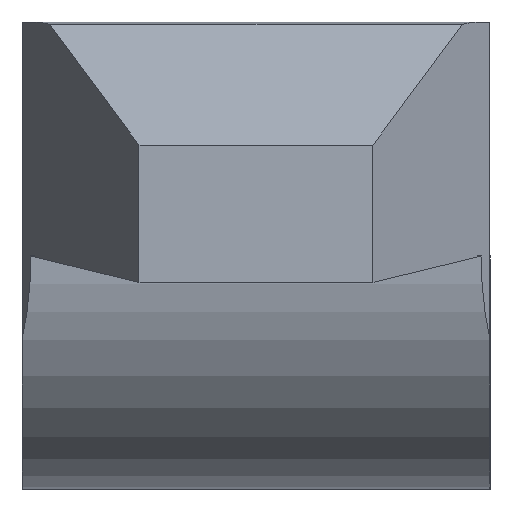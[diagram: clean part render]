
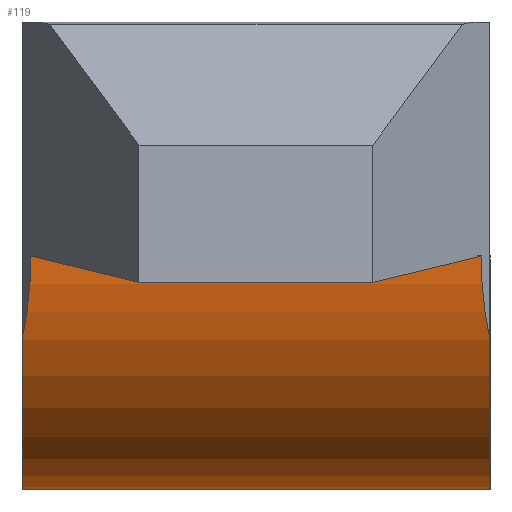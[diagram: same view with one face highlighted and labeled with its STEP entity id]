
A CAD part, left-side view. The second image highlights one B-rep face of the part: STEP entity #119.
In plain terms, the highlighted cylindrical face has radius 15 mm (diameter 30 mm), a partial arc.
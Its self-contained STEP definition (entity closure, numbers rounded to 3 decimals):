
#119=ADVANCED_FACE('',(#323),#324,.T.);
#129=VERTEX_POINT('',#334);
#141=EDGE_CURVE('',#219,#147,#347,.T.);
#147=VERTEX_POINT('',#354);
#149=VERTEX_POINT('',#356);
#151=VERTEX_POINT('',#358);
#157=EDGE_CURVE('',#181,#151,#365,.T.);
#167=EDGE_CURVE('',#149,#181,#376,.T.);
#181=VERTEX_POINT('',#392);
#219=VERTEX_POINT('',#433);
#251=EDGE_CURVE('',#219,#149,#467,.T.);
#269=EDGE_CURVE('',#129,#147,#488,.T.);
#277=EDGE_CURVE('',#151,#129,#497,.T.);
#323=FACE_OUTER_BOUND('',#534,.T.);
#324=CYLINDRICAL_SURFACE('',#535,15.0);
#334=CARTESIAN_POINT('',(12.99,-15.0,-3.674));
#347=LINE('',#564,#565);
#354=CARTESIAN_POINT('',(12.0,-14.428,1.686));
#356=CARTESIAN_POINT('',(12.99,15.0,-3.674));
#358=CARTESIAN_POINT('',(27.0,-15.0,-13.314));
#365=LINE('',#586,#587);
#376=CIRCLE('',#603,15.0);
#392=CARTESIAN_POINT('',(27.0,15.0,-13.314));
#433=CARTESIAN_POINT('',(12.0,14.428,1.686));
#467=ELLIPSE('',#733,17.321,15.0);
#488=ELLIPSE('',#760,17.321,15.0);
#497=CIRCLE('',#770,15.0);
#534=EDGE_LOOP('',(#874,#875,#876,#877,#878,#879));
#535=AXIS2_PLACEMENT_3D('',#880,#881,#882);
#564=CARTESIAN_POINT('',(12.0,0.,1.686));
#565=VECTOR('',#904,1.0);
#586=CARTESIAN_POINT('',(27.0,0.,-13.314));
#587=VECTOR('',#924,1.0);
#603=AXIS2_PLACEMENT_3D('',#935,#936,#937);
#733=AXIS2_PLACEMENT_3D('',#1029,#1030,#1031);
#760=AXIS2_PLACEMENT_3D('',#1055,#1056,#1057);
#770=AXIS2_PLACEMENT_3D('',#1066,#1067,#1068);
#874=ORIENTED_EDGE('',*,*,#269,.T.);
#875=ORIENTED_EDGE('',*,*,#141,.F.);
#876=ORIENTED_EDGE('',*,*,#251,.T.);
#877=ORIENTED_EDGE('',*,*,#167,.T.);
#878=ORIENTED_EDGE('',*,*,#157,.T.);
#879=ORIENTED_EDGE('',*,*,#277,.T.);
#880=CARTESIAN_POINT('',(27.0,0.,1.686));
#881=DIRECTION('',(-0.0,1.0,0.));
#882=DIRECTION('',(-1.0,0.0,0.0));
#904=DIRECTION('',(0.0,-1.0,0.));
#924=DIRECTION('',(0.0,-1.0,0.));
#935=CARTESIAN_POINT('',(27.0,15.0,1.686));
#936=DIRECTION('',(0.0,-1.0,0.));
#937=DIRECTION('',(-1.0,0.0,0.0));
#1029=CARTESIAN_POINT('',(27.0,23.088,1.686));
#1030=DIRECTION('',(0.5,-0.866,0.));
#1031=DIRECTION('',(-0.866,-0.5,0.));
#1055=CARTESIAN_POINT('',(27.0,-23.088,1.686));
#1056=DIRECTION('',(0.5,0.866,0.));
#1057=DIRECTION('',(-0.866,0.5,0.));
#1066=CARTESIAN_POINT('',(27.0,-15.0,1.686));
#1067=DIRECTION('',(0.0,1.0,0.));
#1068=DIRECTION('',(-1.0,0.0,0.0));
